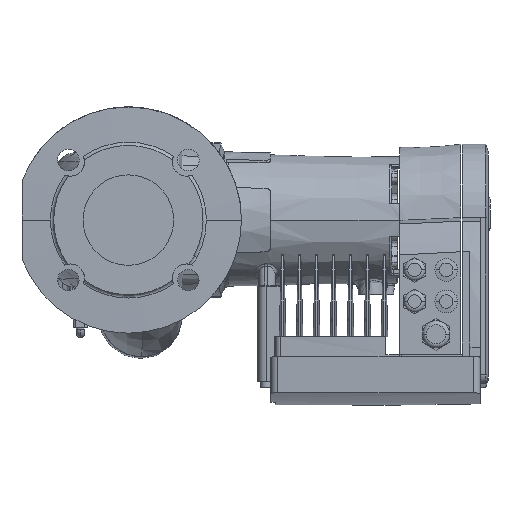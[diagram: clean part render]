
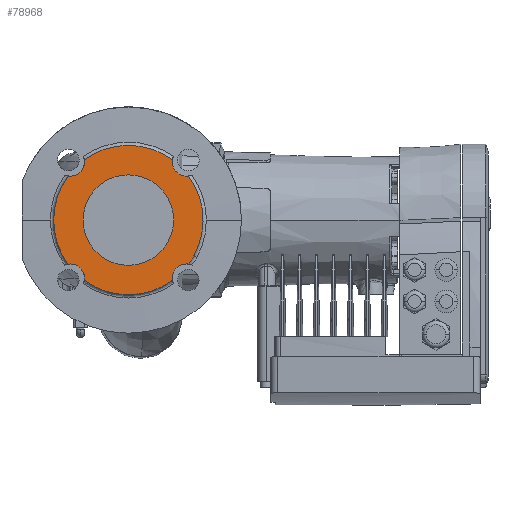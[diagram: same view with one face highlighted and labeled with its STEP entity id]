
A CAD part, front view. The second image highlights one B-rep face of the part: STEP entity #78968.
In plain terms, the highlighted planar face has unit normal (0, -1, 0).
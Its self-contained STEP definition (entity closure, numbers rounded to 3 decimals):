
#18289 = AXIS2_PLACEMENT_3D ( 'NONE', #68464, #68466, #68469 ) ;
#19126 = CIRCLE ( 'NONE', #18289, 66. ) ;
#28467 = CARTESIAN_POINT ( 'NONE',  ( -29.4, -180., 0. ) ) ;
#28469 = DIRECTION ( 'NONE',  ( 0., -1., 0. ) ) ;
#28471 = DIRECTION ( 'NONE',  ( -1., 0., 0. ) ) ;
#31334 = EDGE_LOOP ( 'NONE', ( #86020, #86021 ) ) ;
#31565 = EDGE_LOOP ( 'NONE', ( #86022, #86023, #86024, #86025, #86026, #86027, #86028, #86029, #86030, #86031, #86032, #86033 ) ) ;
#39346 = EDGE_CURVE ( 'NONE', #108629, #108336, #106322, .T. ) ;
#39350 = EDGE_CURVE ( 'NONE', #108419, #108326, #106480, .T. ) ;
#39504 = EDGE_CURVE ( 'NONE', #108326, #108414, #106231, .T. ) ;
#39728 = EDGE_CURVE ( 'NONE', #108434, #108337, #106504, .T. ) ;
#39730 = EDGE_CURVE ( 'NONE', #108336, #108322, #106523, .T. ) ;
#39813 = EDGE_CURVE ( 'NONE', #108414, #108631, #106360, .T. ) ;
#39824 = EDGE_CURVE ( 'NONE', #108423, #108434, #106474, .T. ) ;
#39837 = EDGE_CURVE ( 'NONE', #108409, #108408, #106206, .T. ) ;
#39856 = EDGE_CURVE ( 'NONE', #108320, #108423, #106331, .T. ) ;
#39873 = EDGE_CURVE ( 'NONE', #108337, #108436, #106399, .T. ) ;
#39925 = EDGE_CURVE ( 'NONE', #108436, #108419, #106487, .T. ) ;
#39927 = EDGE_CURVE ( 'NONE', #108408, #108409, #106486, .T. ) ;
#39928 = EDGE_CURVE ( 'NONE', #108631, #108629, #106417, .T. ) ;
#40216 = EDGE_CURVE ( 'NONE', #108322, #108320, #19126, .T. ) ;
#44788 = CARTESIAN_POINT ( 'NONE',  ( -80.665, -180., -51.265 ) ) ;
#44789 = DIRECTION ( 'NONE',  ( 0., 1., 0. ) ) ;
#44790 = DIRECTION ( 'NONE',  ( 1., 0., 0. ) ) ;
#44793 = CARTESIAN_POINT ( 'NONE',  ( -29.4, -180., 0. ) ) ;
#44794 = DIRECTION ( 'NONE',  ( 0., -1., 0. ) ) ;
#44795 = DIRECTION ( 'NONE',  ( -1., 0., 0. ) ) ;
#44798 = CARTESIAN_POINT ( 'NONE',  ( -29.4, -180., 0. ) ) ;
#44799 = DIRECTION ( 'NONE',  ( 0., -1., 0. ) ) ;
#44800 = DIRECTION ( 'NONE',  ( -1., 0., 0. ) ) ;
#53540 = AXIS2_PLACEMENT_3D ( 'NONE', #84804, #84805, #84806 ) ;
#68464 = CARTESIAN_POINT ( 'NONE',  ( -29.4, -180., 0. ) ) ;
#68466 = DIRECTION ( 'NONE',  ( 0., -1., 0. ) ) ;
#68469 = DIRECTION ( 'NONE',  ( -1., 0., 0. ) ) ;
#78968 = ADVANCED_FACE ( 'NONE', ( #84771, #84794 ), #84795, .F. ) ;
#84771 = FACE_BOUND ( 'NONE', #31334, .T. ) ;
#84794 = FACE_OUTER_BOUND ( 'NONE', #31565, .T. ) ;
#84795 = PLANE ( 'NONE',  #53540 ) ;
#84804 = CARTESIAN_POINT ( 'NONE',  ( -5.75, -180., 0. ) ) ;
#84805 = DIRECTION ( 'NONE',  ( 0., 1., 0. ) ) ;
#84806 = DIRECTION ( 'NONE',  ( 1., 0., 0. ) ) ;
#86020 = ORIENTED_EDGE ( 'NONE', *, *, #39927, .F. ) ;
#86021 = ORIENTED_EDGE ( 'NONE', *, *, #39837, .F. ) ;
#86022 = ORIENTED_EDGE ( 'NONE', *, *, #39728, .T. ) ;
#86023 = ORIENTED_EDGE ( 'NONE', *, *, #39873, .T. ) ;
#86024 = ORIENTED_EDGE ( 'NONE', *, *, #39925, .T. ) ;
#86025 = ORIENTED_EDGE ( 'NONE', *, *, #39350, .T. ) ;
#86026 = ORIENTED_EDGE ( 'NONE', *, *, #39504, .T. ) ;
#86027 = ORIENTED_EDGE ( 'NONE', *, *, #39813, .T. ) ;
#86028 = ORIENTED_EDGE ( 'NONE', *, *, #39928, .T. ) ;
#86029 = ORIENTED_EDGE ( 'NONE', *, *, #39346, .T. ) ;
#86030 = ORIENTED_EDGE ( 'NONE', *, *, #39730, .T. ) ;
#86031 = ORIENTED_EDGE ( 'NONE', *, *, #40216, .T. ) ;
#86032 = ORIENTED_EDGE ( 'NONE', *, *, #39856, .T. ) ;
#86033 = ORIENTED_EDGE ( 'NONE', *, *, #39824, .T. ) ;
#91962 = CARTESIAN_POINT ( 'NONE',  ( -68.331, -180., 53.295 ) ) ;
#91965 = CARTESIAN_POINT ( 'NONE',  ( 9.531, -180., 53.295 ) ) ;
#91974 = CARTESIAN_POINT ( 'NONE',  ( 23.895, -180., 38.931 ) ) ;
#91975 = CARTESIAN_POINT ( 'NONE',  ( 9.531, -180., -53.295 ) ) ;
#91982 = CARTESIAN_POINT ( 'NONE',  ( -82.695, -180., -38.931 ) ) ;
#92022 = CARTESIAN_POINT ( 'NONE',  ( -69.4, -180., 0. ) ) ;
#92025 = CARTESIAN_POINT ( 'NONE',  ( 10.6, -180., 0. ) ) ;
#92027 = CARTESIAN_POINT ( 'NONE',  ( 21.865, -180., -38.765 ) ) ;
#92034 = CARTESIAN_POINT ( 'NONE',  ( -68.331, -180., -53.295 ) ) ;
#92037 = CARTESIAN_POINT ( 'NONE',  ( -68.165, -180., 51.265 ) ) ;
#92038 = CARTESIAN_POINT ( 'NONE',  ( -68.165, -180., -51.265 ) ) ;
#92045 = CARTESIAN_POINT ( 'NONE',  ( -82.695, -180., 38.931 ) ) ;
#92169 = CARTESIAN_POINT ( 'NONE',  ( 28.52, -180., -31.642 ) ) ;
#92171 = CARTESIAN_POINT ( 'NONE',  ( 23.895, -180., -38.931 ) ) ;
#96254 = CARTESIAN_POINT ( 'NONE',  ( -29.4, -180., 0. ) ) ;
#96258 = DIRECTION ( 'NONE',  ( 0., -1., 0. ) ) ;
#96262 = DIRECTION ( 'NONE',  ( -1., 0., 0. ) ) ;
#96271 = CARTESIAN_POINT ( 'NONE',  ( 21.865, -180., 51.265 ) ) ;
#96273 = DIRECTION ( 'NONE',  ( 0., 1., 0. ) ) ;
#96276 = DIRECTION ( 'NONE',  ( 1., 0., 0. ) ) ;
#97141 = CARTESIAN_POINT ( 'NONE',  ( 21.865, -180., -51.265 ) ) ;
#97144 = DIRECTION ( 'NONE',  ( 0., 1., 0. ) ) ;
#97147 = DIRECTION ( 'NONE',  ( 0., 0., 1. ) ) ;
#97274 = CARTESIAN_POINT ( 'NONE',  ( -80.665, -180., 51.265 ) ) ;
#97277 = DIRECTION ( 'NONE',  ( 0., 1., 0. ) ) ;
#97280 = DIRECTION ( 'NONE',  ( 1., 0., 0. ) ) ;
#97692 = CARTESIAN_POINT ( 'NONE',  ( -29.4, -180., 0. ) ) ;
#97693 = DIRECTION ( 'NONE',  ( 0., -1., 0. ) ) ;
#97694 = DIRECTION ( 'NONE',  ( -1., 0., 0. ) ) ;
#97986 = CARTESIAN_POINT ( 'NONE',  ( -80.665, -180., 51.265 ) ) ;
#97988 = DIRECTION ( 'NONE',  ( 0., 1., 0. ) ) ;
#97990 = DIRECTION ( 'NONE',  ( 1., 0., 0. ) ) ;
#98365 = CARTESIAN_POINT ( 'NONE',  ( -80.665, -180., -51.265 ) ) ;
#98367 = DIRECTION ( 'NONE',  ( 0., 1., 0. ) ) ;
#98369 = DIRECTION ( 'NONE',  ( 1., 0., 0. ) ) ;
#106206 = CIRCLE ( 'NONE', #106320, 40. ) ;
#106212 = AXIS2_PLACEMENT_3D ( 'NONE', #108987, #108988, #108989 ) ;
#106227 = AXIS2_PLACEMENT_3D ( 'NONE', #28467, #28469, #28471 ) ;
#106231 = CIRCLE ( 'NONE', #106395, 12.5 ) ;
#106282 = AXIS2_PLACEMENT_3D ( 'NONE', #44798, #44799, #44800 ) ;
#106303 = AXIS2_PLACEMENT_3D ( 'NONE', #97986, #97988, #97990 ) ;
#106320 = AXIS2_PLACEMENT_3D ( 'NONE', #97692, #97693, #97694 ) ;
#106322 = CIRCLE ( 'NONE', #106227, 66. ) ;
#106331 = CIRCLE ( 'NONE', #106303, 12.5 ) ;
#106334 = AXIS2_PLACEMENT_3D ( 'NONE', #96271, #96273, #96276 ) ;
#106349 = AXIS2_PLACEMENT_3D ( 'NONE', #44793, #44794, #44795 ) ;
#106360 = CIRCLE ( 'NONE', #106490, 12.5 ) ;
#106395 = AXIS2_PLACEMENT_3D ( 'NONE', #109600, #109601, #109602 ) ;
#106399 = CIRCLE ( 'NONE', #106409, 12.5 ) ;
#106403 = AXIS2_PLACEMENT_3D ( 'NONE', #96254, #96258, #96262 ) ;
#106409 = AXIS2_PLACEMENT_3D ( 'NONE', #98365, #98367, #98369 ) ;
#106411 = AXIS2_PLACEMENT_3D ( 'NONE', #97274, #97277, #97280 ) ;
#106417 = CIRCLE ( 'NONE', #106282, 66. ) ;
#106444 = AXIS2_PLACEMENT_3D ( 'NONE', #44788, #44789, #44790 ) ;
#106474 = CIRCLE ( 'NONE', #106411, 12.5 ) ;
#106480 = CIRCLE ( 'NONE', #106212, 66. ) ;
#106486 = CIRCLE ( 'NONE', #106349, 40. ) ;
#106487 = CIRCLE ( 'NONE', #106444, 12.5 ) ;
#106490 = AXIS2_PLACEMENT_3D ( 'NONE', #97141, #97144, #97147 ) ;
#106504 = CIRCLE ( 'NONE', #106403, 66. ) ;
#106523 = CIRCLE ( 'NONE', #106334, 12.5 ) ;
#108320 = VERTEX_POINT ( 'NONE', #91962 ) ;
#108322 = VERTEX_POINT ( 'NONE', #91965 ) ;
#108326 = VERTEX_POINT ( 'NONE', #91975 ) ;
#108336 = VERTEX_POINT ( 'NONE', #91974 ) ;
#108337 = VERTEX_POINT ( 'NONE', #91982 ) ;
#108408 = VERTEX_POINT ( 'NONE', #92022 ) ;
#108409 = VERTEX_POINT ( 'NONE', #92025 ) ;
#108414 = VERTEX_POINT ( 'NONE', #92027 ) ;
#108419 = VERTEX_POINT ( 'NONE', #92034 ) ;
#108423 = VERTEX_POINT ( 'NONE', #92037 ) ;
#108434 = VERTEX_POINT ( 'NONE', #92045 ) ;
#108436 = VERTEX_POINT ( 'NONE', #92038 ) ;
#108629 = VERTEX_POINT ( 'NONE', #92169 ) ;
#108631 = VERTEX_POINT ( 'NONE', #92171 ) ;
#108987 = CARTESIAN_POINT ( 'NONE',  ( -29.4, -180., 0. ) ) ;
#108988 = DIRECTION ( 'NONE',  ( 0., -1., 0. ) ) ;
#108989 = DIRECTION ( 'NONE',  ( -1., 0., 0. ) ) ;
#109600 = CARTESIAN_POINT ( 'NONE',  ( 21.865, -180., -51.265 ) ) ;
#109601 = DIRECTION ( 'NONE',  ( 0., 1., 0. ) ) ;
#109602 = DIRECTION ( 'NONE',  ( 0., 0., 1. ) ) ;
